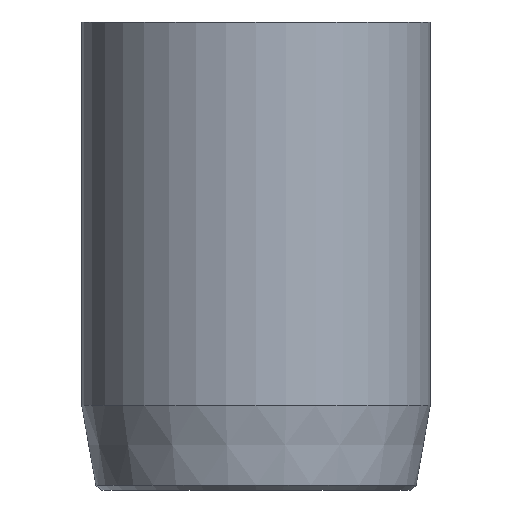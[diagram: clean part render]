
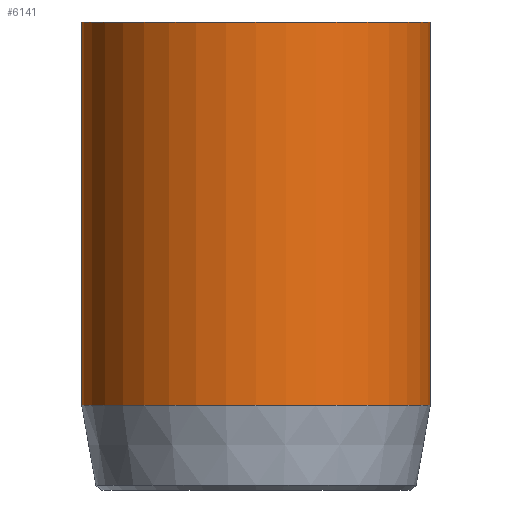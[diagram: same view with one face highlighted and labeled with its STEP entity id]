
A CAD part, front view. The second image highlights one B-rep face of the part: STEP entity #6141.
In plain terms, the highlighted cylindrical face has radius 1.75 mm (diameter 3.5 mm), a full revolution.
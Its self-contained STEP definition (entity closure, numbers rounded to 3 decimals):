
#797=CYLINDRICAL_SURFACE('',#6364,1.75);
#1079=FACE_OUTER_BOUND('',#1439,.T.);
#1439=EDGE_LOOP('',(#5553,#5554,#5555,#5556,#5557));
#1899=LINE('',#11168,#2379);
#2379=VECTOR('',#7030,1.75);
#2466=CIRCLE('',#6349,1.75);
#2471=CIRCLE('',#6362,1.75);
#2472=CIRCLE('',#6363,1.75);
#2993=VERTEX_POINT('',#11142);
#2998=VERTEX_POINT('',#11162);
#2999=VERTEX_POINT('',#11163);
#3859=EDGE_CURVE('',#2993,#2993,#2466,.T.);
#3866=EDGE_CURVE('',#2998,#2999,#2471,.T.);
#3867=EDGE_CURVE('',#2999,#2998,#2472,.T.);
#3869=EDGE_CURVE('',#2993,#2998,#1899,.T.);
#5553=ORIENTED_EDGE('',*,*,#3859,.T.);
#5554=ORIENTED_EDGE('',*,*,#3869,.T.);
#5555=ORIENTED_EDGE('',*,*,#3866,.T.);
#5556=ORIENTED_EDGE('',*,*,#3867,.T.);
#5557=ORIENTED_EDGE('',*,*,#3869,.F.);
#6141=ADVANCED_FACE('',(#1079),#797,.T.);
#6349=AXIS2_PLACEMENT_3D('',#11143,#6995,#6996);
#6362=AXIS2_PLACEMENT_3D('',#11164,#7023,#7024);
#6363=AXIS2_PLACEMENT_3D('',#11165,#7025,#7026);
#6364=AXIS2_PLACEMENT_3D('',#11167,#7028,#7029);
#6995=DIRECTION('center_axis',(0.,0.,-1.));
#6996=DIRECTION('ref_axis',(-1.,0.,0.));
#7023=DIRECTION('center_axis',(0.,0.,1.));
#7024=DIRECTION('ref_axis',(-1.,0.,0.));
#7025=DIRECTION('center_axis',(0.,0.,1.));
#7026=DIRECTION('ref_axis',(-1.,0.,0.));
#7028=DIRECTION('center_axis',(0.,0.,1.));
#7029=DIRECTION('ref_axis',(-1.,0.,0.));
#7030=DIRECTION('',(0.,0.,-1.));
#11142=CARTESIAN_POINT('',(1.75,0.,4.7));
#11143=CARTESIAN_POINT('Origin',(0.,0.,4.7));
#11162=CARTESIAN_POINT('',(1.75,0.,0.851));
#11163=CARTESIAN_POINT('',(-1.75,0.,0.851));
#11164=CARTESIAN_POINT('Origin',(0.,0.,0.851));
#11165=CARTESIAN_POINT('Origin',(0.,0.,0.851));
#11167=CARTESIAN_POINT('Origin',(0.,0.,0.));
#11168=CARTESIAN_POINT('',(1.75,0.,0.));
